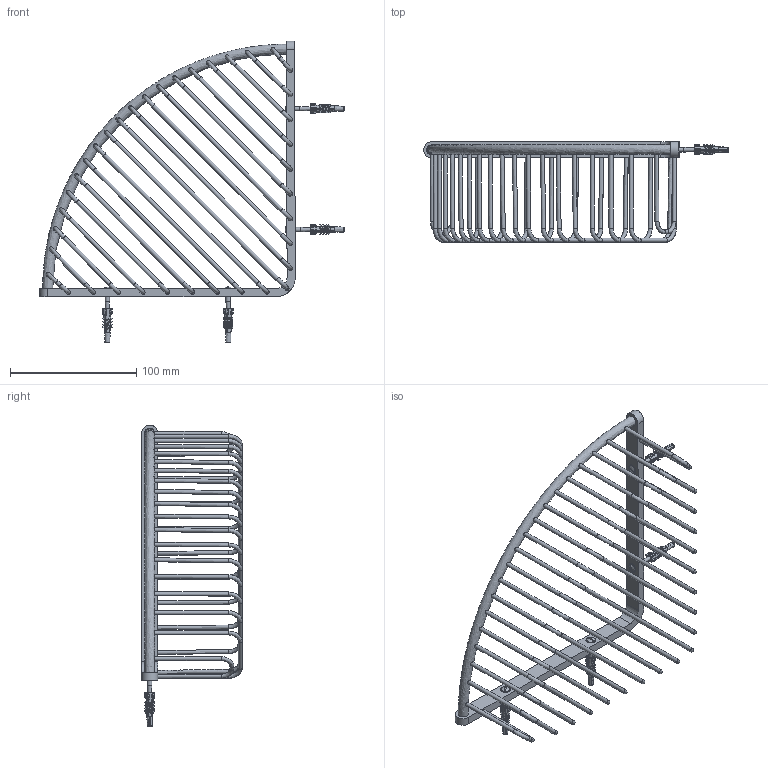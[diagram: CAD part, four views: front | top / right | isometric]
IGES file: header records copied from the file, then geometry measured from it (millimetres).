
Global section: file name: N151-XL; native system: Autodesk Inventor 2018; preprocessor: unknown; author: aduggalther; date: 20171018.112544; units: millimetre
Bounding box: 241.51 x 79.79 x 239.17 mm (x, y, z)
Volume: 84668.1 mm3; surface area: 78746.5 mm2
Topology: 31 solids, 31 shells, 1146 faces, 3306 edges, 2196 vertices
Faces by surface type: bspline 1146
